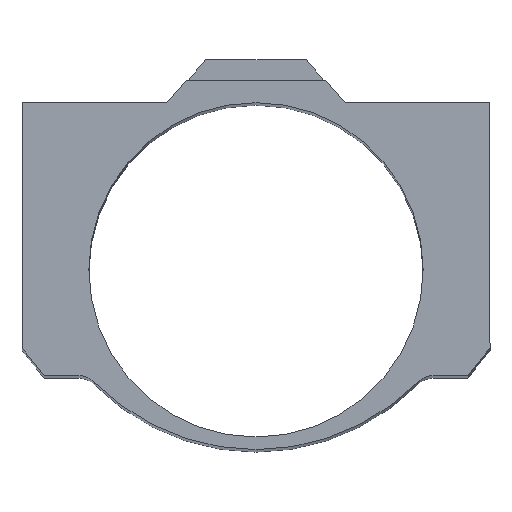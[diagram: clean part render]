
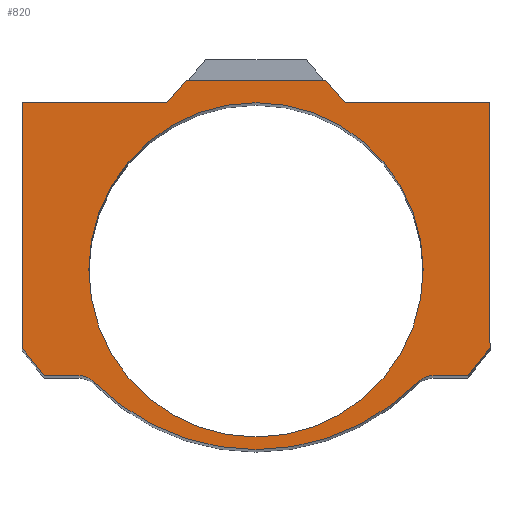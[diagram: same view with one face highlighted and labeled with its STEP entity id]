
A CAD part, top view. The second image highlights one B-rep face of the part: STEP entity #820.
In plain terms, the highlighted planar face has unit normal (0, 0, 1).
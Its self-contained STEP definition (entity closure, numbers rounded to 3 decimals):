
#14 = ORIENTED_EDGE ( 'NONE', *, *, #713, .T. ) ;
#19 = DIRECTION ( 'NONE',  ( -1., 0., 0. ) ) ;
#28 = AXIS2_PLACEMENT_3D ( 'NONE', #791, #539, #511 ) ;
#35 = VECTOR ( 'NONE', #654, 1000. ) ;
#43 = CARTESIAN_POINT ( 'NONE',  ( -6.25, 16., 133. ) ) ;
#49 = CARTESIAN_POINT ( 'NONE',  ( 6.25, 16., 133. ) ) ;
#53 = VERTEX_POINT ( 'NONE', #852 ) ;
#65 = ORIENTED_EDGE ( 'NONE', *, *, #896, .F. ) ;
#73 = CARTESIAN_POINT ( 'NONE',  ( 19., -10.5, 133. ) ) ;
#80 = CIRCLE ( 'NONE', #768, 2. ) ;
#96 = CARTESIAN_POINT ( 'NONE',  ( -15.898, -10.5, 133. ) ) ;
#116 = CARTESIAN_POINT ( 'NONE',  ( -6.25, 16., 133. ) ) ;
#122 = LINE ( 'NONE', #295, #379 ) ;
#123 = CARTESIAN_POINT ( 'NONE',  ( -21., 14., 133. ) ) ;
#143 = LINE ( 'NONE', #571, #594 ) ;
#145 = EDGE_CURVE ( 'NONE', #591, #881, #966, .T. ) ;
#148 = CARTESIAN_POINT ( 'NONE',  ( 8., 14., 133. ) ) ;
#178 = CARTESIAN_POINT ( 'NONE',  ( -14.477, -11.092, 133. ) ) ;
#184 = VERTEX_POINT ( 'NONE', #789 ) ;
#186 = ORIENTED_EDGE ( 'NONE', *, *, #960, .T. ) ;
#187 = EDGE_CURVE ( 'NONE', #1051, #218, #219, .T. ) ;
#199 = CARTESIAN_POINT ( 'NONE',  ( -21., 14., 133. ) ) ;
#201 = CARTESIAN_POINT ( 'NONE',  ( 0., -1., 133. ) ) ;
#203 = EDGE_CURVE ( 'NONE', #909, #661, #205, .T. ) ;
#205 = LINE ( 'NONE', #800, #338 ) ;
#214 = DIRECTION ( 'NONE',  ( 0., 0., 1. ) ) ;
#218 = VERTEX_POINT ( 'NONE', #530 ) ;
#219 = LINE ( 'NONE', #116, #1062 ) ;
#229 = VECTOR ( 'NONE', #329, 1000. ) ;
#238 = CARTESIAN_POINT ( 'NONE',  ( -21., -8., 133. ) ) ;
#243 = LINE ( 'NONE', #1025, #229 ) ;
#252 = DIRECTION ( 'NONE',  ( 1., 0., 0. ) ) ;
#269 = CARTESIAN_POINT ( 'NONE',  ( 21., -8., 133. ) ) ;
#295 = CARTESIAN_POINT ( 'NONE',  ( 19., -10.5, 133. ) ) ;
#302 = ORIENTED_EDGE ( 'NONE', *, *, #187, .T. ) ;
#313 = ORIENTED_EDGE ( 'NONE', *, *, #533, .F. ) ;
#319 = ORIENTED_EDGE ( 'NONE', *, *, #341, .T. ) ;
#325 = EDGE_CURVE ( 'NONE', #53, #506, #143, .T. ) ;
#329 = DIRECTION ( 'NONE',  ( 0.625, 0.781, 0. ) ) ;
#330 = ORIENTED_EDGE ( 'NONE', *, *, #145, .T. ) ;
#338 = VECTOR ( 'NONE', #19, 1000. ) ;
#339 = VECTOR ( 'NONE', #629, 1000. ) ;
#340 = VERTEX_POINT ( 'NONE', #73 ) ;
#341 = EDGE_CURVE ( 'NONE', #581, #591, #917, .T. ) ;
#347 = EDGE_CURVE ( 'NONE', #881, #53, #401, .T. ) ;
#372 = CARTESIAN_POINT ( 'NONE',  ( 15., -1., 133. ) ) ;
#379 = VECTOR ( 'NONE', #808, 1000. ) ;
#380 = ORIENTED_EDGE ( 'NONE', *, *, #725, .T. ) ;
#386 = LINE ( 'NONE', #43, #428 ) ;
#401 = LINE ( 'NONE', #238, #1084 ) ;
#423 = DIRECTION ( 'NONE',  ( 1., 0., 0. ) ) ;
#428 = VECTOR ( 'NONE', #716, 1000. ) ;
#429 = AXIS2_PLACEMENT_3D ( 'NONE', #201, #818, #727 ) ;
#430 = CIRCLE ( 'NONE', #1005, 20.379 ) ;
#440 = PLANE ( 'NONE',  #28 ) ;
#443 = CARTESIAN_POINT ( 'NONE',  ( 15.898, -12.5, 133. ) ) ;
#451 = VECTOR ( 'NONE', #486, 1000. ) ;
#454 = CARTESIAN_POINT ( 'NONE',  ( 6.25, 16., 133. ) ) ;
#474 = VERTEX_POINT ( 'NONE', #372 ) ;
#486 = DIRECTION ( 'NONE',  ( -1., 0., 0. ) ) ;
#491 = VERTEX_POINT ( 'NONE', #178 ) ;
#500 = VERTEX_POINT ( 'NONE', #269 ) ;
#502 = DIRECTION ( 'NONE',  ( 0., 0., 1. ) ) ;
#504 = ORIENTED_EDGE ( 'NONE', *, *, #203, .T. ) ;
#506 = VERTEX_POINT ( 'NONE', #96 ) ;
#511 = DIRECTION ( 'NONE',  ( 1., 0., 0. ) ) ;
#515 = EDGE_CURVE ( 'NONE', #726, #184, #80, .T. ) ;
#530 = CARTESIAN_POINT ( 'NONE',  ( -6.25, 16., 133. ) ) ;
#533 = EDGE_CURVE ( 'NONE', #811, #474, #711, .T. ) ;
#538 = AXIS2_PLACEMENT_3D ( 'NONE', #545, #214, #631 ) ;
#539 = DIRECTION ( 'NONE',  ( 0., 0., 1. ) ) ;
#544 = CARTESIAN_POINT ( 'NONE',  ( 21., 14., 133. ) ) ;
#545 = CARTESIAN_POINT ( 'NONE',  ( 0., -1., 133. ) ) ;
#548 = DIRECTION ( 'NONE',  ( 0., -1., 0. ) ) ;
#566 = VECTOR ( 'NONE', #548, 1000. ) ;
#570 = EDGE_CURVE ( 'NONE', #218, #581, #386, .T. ) ;
#571 = CARTESIAN_POINT ( 'NONE',  ( -19., -10.5, 133. ) ) ;
#574 = CIRCLE ( 'NONE', #915, 2. ) ;
#581 = VERTEX_POINT ( 'NONE', #901 ) ;
#586 = ORIENTED_EDGE ( 'NONE', *, *, #570, .T. ) ;
#591 = VERTEX_POINT ( 'NONE', #123 ) ;
#594 = VECTOR ( 'NONE', #252, 1000. ) ;
#599 = FACE_BOUND ( 'NONE', #664, .T. ) ;
#608 = ORIENTED_EDGE ( 'NONE', *, *, #325, .T. ) ;
#629 = DIRECTION ( 'NONE',  ( -0.659, 0.753, 0. ) ) ;
#631 = DIRECTION ( 'NONE',  ( 1., 0., 0. ) ) ;
#648 = CARTESIAN_POINT ( 'NONE',  ( 14.477, -11.092, 133. ) ) ;
#654 = DIRECTION ( 'NONE',  ( 0., 1., 0. ) ) ;
#661 = VERTEX_POINT ( 'NONE', #148 ) ;
#664 = EDGE_LOOP ( 'NONE', ( #313, #65 ) ) ;
#711 = CIRCLE ( 'NONE', #538, 15. ) ;
#713 = EDGE_CURVE ( 'NONE', #340, #500, #243, .T. ) ;
#716 = DIRECTION ( 'NONE',  ( -0.659, -0.753, 0. ) ) ;
#725 = EDGE_CURVE ( 'NONE', #491, #726, #430, .T. ) ;
#726 = VERTEX_POINT ( 'NONE', #648 ) ;
#727 = DIRECTION ( 'NONE',  ( 1., 0., 0. ) ) ;
#733 = LINE ( 'NONE', #1089, #35 ) ;
#735 = ORIENTED_EDGE ( 'NONE', *, *, #932, .T. ) ;
#737 = ORIENTED_EDGE ( 'NONE', *, *, #515, .T. ) ;
#740 = DIRECTION ( 'NONE',  ( 0.625, -0.781, 0. ) ) ;
#768 = AXIS2_PLACEMENT_3D ( 'NONE', #443, #786, #819 ) ;
#776 = ORIENTED_EDGE ( 'NONE', *, *, #794, .T. ) ;
#786 = DIRECTION ( 'NONE',  ( 0., 0., -1. ) ) ;
#789 = CARTESIAN_POINT ( 'NONE',  ( 15.898, -10.5, 133. ) ) ;
#791 = CARTESIAN_POINT ( 'NONE',  ( -15.898, -12.5, 133. ) ) ;
#794 = EDGE_CURVE ( 'NONE', #506, #491, #574, .T. ) ;
#800 = CARTESIAN_POINT ( 'NONE',  ( 21., 14., 133. ) ) ;
#801 = LINE ( 'NONE', #454, #339 ) ;
#805 = EDGE_LOOP ( 'NONE', ( #1122, #608, #776, #380, #737, #186, #14, #954, #504, #735, #302, #586, #319, #330 ) ) ;
#808 = DIRECTION ( 'NONE',  ( 1., 0., 0. ) ) ;
#811 = VERTEX_POINT ( 'NONE', #1119 ) ;
#818 = DIRECTION ( 'NONE',  ( 0., 0., 1. ) ) ;
#819 = DIRECTION ( 'NONE',  ( -1., 0., 0. ) ) ;
#820 = ADVANCED_FACE ( 'NONE', ( #962, #599 ), #440, .T. ) ;
#835 = CARTESIAN_POINT ( 'NONE',  ( 0., 3.25, 133. ) ) ;
#852 = CARTESIAN_POINT ( 'NONE',  ( -19., -10.5, 133. ) ) ;
#871 = CARTESIAN_POINT ( 'NONE',  ( -15.898, -12.5, 133. ) ) ;
#881 = VERTEX_POINT ( 'NONE', #950 ) ;
#896 = EDGE_CURVE ( 'NONE', #474, #811, #972, .T. ) ;
#901 = CARTESIAN_POINT ( 'NONE',  ( -8., 14., 133. ) ) ;
#909 = VERTEX_POINT ( 'NONE', #544 ) ;
#915 = AXIS2_PLACEMENT_3D ( 'NONE', #871, #1048, #423 ) ;
#917 = LINE ( 'NONE', #1013, #451 ) ;
#932 = EDGE_CURVE ( 'NONE', #661, #1051, #801, .T. ) ;
#950 = CARTESIAN_POINT ( 'NONE',  ( -21., -8., 133. ) ) ;
#954 = ORIENTED_EDGE ( 'NONE', *, *, #1088, .T. ) ;
#960 = EDGE_CURVE ( 'NONE', #184, #340, #122, .T. ) ;
#962 = FACE_OUTER_BOUND ( 'NONE', #805, .T. ) ;
#966 = LINE ( 'NONE', #199, #566 ) ;
#972 = CIRCLE ( 'NONE', #429, 15. ) ;
#1005 = AXIS2_PLACEMENT_3D ( 'NONE', #835, #502, #1100 ) ;
#1013 = CARTESIAN_POINT ( 'NONE',  ( -21., 14., 133. ) ) ;
#1025 = CARTESIAN_POINT ( 'NONE',  ( 21., -8., 133. ) ) ;
#1048 = DIRECTION ( 'NONE',  ( 0., 0., -1. ) ) ;
#1051 = VERTEX_POINT ( 'NONE', #49 ) ;
#1062 = VECTOR ( 'NONE', #1085, 1000. ) ;
#1084 = VECTOR ( 'NONE', #740, 1000. ) ;
#1085 = DIRECTION ( 'NONE',  ( -1., 0., 0. ) ) ;
#1088 = EDGE_CURVE ( 'NONE', #500, #909, #733, .T. ) ;
#1089 = CARTESIAN_POINT ( 'NONE',  ( 21., 14., 133. ) ) ;
#1100 = DIRECTION ( 'NONE',  ( 1., 0., 0. ) ) ;
#1119 = CARTESIAN_POINT ( 'NONE',  ( -15., -1., 133. ) ) ;
#1122 = ORIENTED_EDGE ( 'NONE', *, *, #347, .T. ) ;
